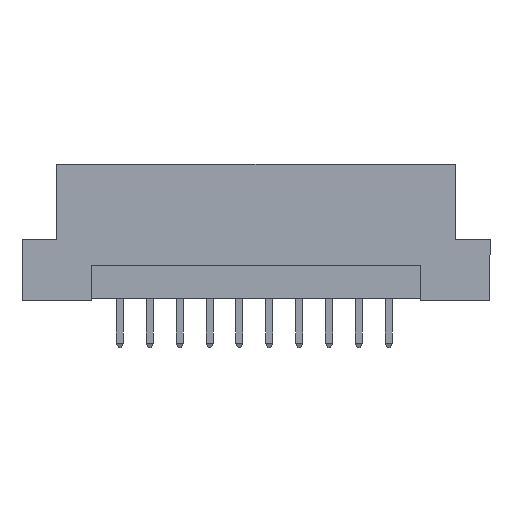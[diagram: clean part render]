
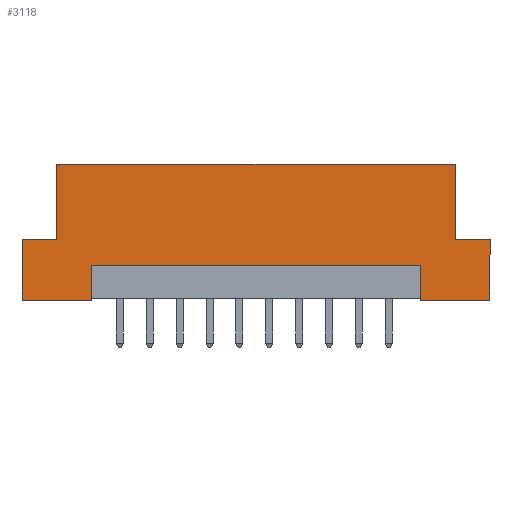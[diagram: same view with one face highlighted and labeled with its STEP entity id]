
A CAD part, front view. The second image highlights one B-rep face of the part: STEP entity #3118.
In plain terms, the highlighted planar face has unit normal (0, -1, 0).
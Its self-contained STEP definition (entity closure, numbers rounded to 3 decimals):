
#29 = VERTEX_POINT ( 'NONE', #2074 ) ;
#36 = EDGE_CURVE ( 'NONE', #1272, #510, #1577, .T. ) ;
#45 = CARTESIAN_POINT ( 'NONE',  ( -19.9, -4.3, 5.2 ) ) ;
#47 = VECTOR ( 'NONE', #378, 1000. ) ;
#72 = CARTESIAN_POINT ( 'NONE',  ( -14., -4.3, 3. ) ) ;
#156 = DIRECTION ( 'NONE',  ( -1., 0., 0. ) ) ;
#170 = CARTESIAN_POINT ( 'NONE',  ( 19.9, -4.3, 0. ) ) ;
#189 = ORIENTED_EDGE ( 'NONE', *, *, #2440, .T. ) ;
#231 = DIRECTION ( 'NONE',  ( 0., 0., 1. ) ) ;
#245 = VERTEX_POINT ( 'NONE', #3592 ) ;
#315 = CARTESIAN_POINT ( 'NONE',  ( 16.94, -4.3, 5.2 ) ) ;
#338 = EDGE_CURVE ( 'NONE', #3263, #2298, #3202, .T. ) ;
#365 = CARTESIAN_POINT ( 'NONE',  ( 16.94, -4.3, 5.2 ) ) ;
#378 = DIRECTION ( 'NONE',  ( 1., 0., 0. ) ) ;
#510 = VERTEX_POINT ( 'NONE', #1501 ) ;
#526 = DIRECTION ( 'NONE',  ( 0., 1., 0. ) ) ;
#540 = DIRECTION ( 'NONE',  ( 1., 0., 0. ) ) ;
#626 = VECTOR ( 'NONE', #1620, 1000. ) ;
#643 = VECTOR ( 'NONE', #1665, 1000. ) ;
#644 = VERTEX_POINT ( 'NONE', #975 ) ;
#659 = LINE ( 'NONE', #3433, #3404 ) ;
#896 = VERTEX_POINT ( 'NONE', #2197 ) ;
#907 = ORIENTED_EDGE ( 'NONE', *, *, #3262, .F. ) ;
#974 = VECTOR ( 'NONE', #1299, 1000. ) ;
#975 = CARTESIAN_POINT ( 'NONE',  ( 19.9, -4.3, 5.2 ) ) ;
#1209 = CARTESIAN_POINT ( 'NONE',  ( -19.9, -4.3, 11.6 ) ) ;
#1229 = LINE ( 'NONE', #4001, #1415 ) ;
#1241 = VERTEX_POINT ( 'NONE', #4625 ) ;
#1247 = EDGE_CURVE ( 'NONE', #1241, #29, #4977, .T. ) ;
#1263 = CARTESIAN_POINT ( 'NONE',  ( 19.9, -4.3, 0. ) ) ;
#1272 = VERTEX_POINT ( 'NONE', #1430 ) ;
#1299 = DIRECTION ( 'NONE',  ( 1., 0., 0. ) ) ;
#1337 = LINE ( 'NONE', #3382, #2186 ) ;
#1357 = CARTESIAN_POINT ( 'NONE',  ( 19.9, -4.3, 0. ) ) ;
#1368 = DIRECTION ( 'NONE',  ( 1., 0., 0. ) ) ;
#1415 = VECTOR ( 'NONE', #3927, 1000. ) ;
#1430 = CARTESIAN_POINT ( 'NONE',  ( -19.9, -4.3, 5.2 ) ) ;
#1437 = AXIS2_PLACEMENT_3D ( 'NONE', #1802, #526, #156 ) ;
#1447 = VECTOR ( 'NONE', #231, 1000. ) ;
#1497 = VECTOR ( 'NONE', #4780, 1000. ) ;
#1501 = CARTESIAN_POINT ( 'NONE',  ( -16.94, -4.3, 5.2 ) ) ;
#1533 = ORIENTED_EDGE ( 'NONE', *, *, #4634, .T. ) ;
#1577 = LINE ( 'NONE', #45, #974 ) ;
#1620 = DIRECTION ( 'NONE',  ( 0., 0., -1. ) ) ;
#1662 = EDGE_CURVE ( 'NONE', #644, #3143, #1337, .T. ) ;
#1665 = DIRECTION ( 'NONE',  ( 1., 0., 0. ) ) ;
#1802 = CARTESIAN_POINT ( 'NONE',  ( 19.9, -4.3, 11.6 ) ) ;
#1826 = CARTESIAN_POINT ( 'NONE',  ( 14., -4.3, 0.2 ) ) ;
#1943 = EDGE_CURVE ( 'NONE', #245, #29, #3244, .T. ) ;
#1951 = CARTESIAN_POINT ( 'NONE',  ( -14., -4.3, 0.2 ) ) ;
#2074 = CARTESIAN_POINT ( 'NONE',  ( 14., -4.3, 3. ) ) ;
#2108 = ORIENTED_EDGE ( 'NONE', *, *, #4573, .T. ) ;
#2116 = EDGE_LOOP ( 'NONE', ( #3133, #3696, #1533, #4193, #2734, #4870, #3883, #5064, #3520, #2108, #189, #907 ) ) ;
#2186 = VECTOR ( 'NONE', #2642, 1000. ) ;
#2197 = CARTESIAN_POINT ( 'NONE',  ( -19.9, -4.3, 0. ) ) ;
#2298 = VERTEX_POINT ( 'NONE', #3653 ) ;
#2440 = EDGE_CURVE ( 'NONE', #896, #5022, #4915, .T. ) ;
#2458 = VECTOR ( 'NONE', #540, 1000. ) ;
#2518 = LINE ( 'NONE', #4018, #2458 ) ;
#2607 = PLANE ( 'NONE',  #1437 ) ;
#2642 = DIRECTION ( 'NONE',  ( 0., 0., -1. ) ) ;
#2680 = DIRECTION ( 'NONE',  ( 0., 0., -1. ) ) ;
#2734 = ORIENTED_EDGE ( 'NONE', *, *, #4887, .F. ) ;
#2797 = VERTEX_POINT ( 'NONE', #4629 ) ;
#3118 = ADVANCED_FACE ( 'NONE', ( #3398 ), #2607, .F. ) ;
#3133 = ORIENTED_EDGE ( 'NONE', *, *, #1943, .T. ) ;
#3143 = VERTEX_POINT ( 'NONE', #1357 ) ;
#3202 = LINE ( 'NONE', #315, #1497 ) ;
#3244 = LINE ( 'NONE', #72, #643 ) ;
#3262 = EDGE_CURVE ( 'NONE', #245, #5022, #4719, .T. ) ;
#3263 = VERTEX_POINT ( 'NONE', #365 ) ;
#3382 = CARTESIAN_POINT ( 'NONE',  ( 19.9, -4.3, 11.6 ) ) ;
#3398 = FACE_OUTER_BOUND ( 'NONE', #2116, .T. ) ;
#3404 = VECTOR ( 'NONE', #3512, 1000. ) ;
#3433 = CARTESIAN_POINT ( 'NONE',  ( 19.9, -4.3, 11.6 ) ) ;
#3512 = DIRECTION ( 'NONE',  ( 1., 0., 0. ) ) ;
#3520 = ORIENTED_EDGE ( 'NONE', *, *, #36, .F. ) ;
#3592 = CARTESIAN_POINT ( 'NONE',  ( -14., -4.3, 3. ) ) ;
#3653 = CARTESIAN_POINT ( 'NONE',  ( 16.94, -4.3, 11.6 ) ) ;
#3696 = ORIENTED_EDGE ( 'NONE', *, *, #1247, .F. ) ;
#3855 = EDGE_CURVE ( 'NONE', #2797, #2298, #659, .T. ) ;
#3883 = ORIENTED_EDGE ( 'NONE', *, *, #3855, .F. ) ;
#3927 = DIRECTION ( 'NONE',  ( 0., 0., 1. ) ) ;
#3962 = LINE ( 'NONE', #1263, #47 ) ;
#4001 = CARTESIAN_POINT ( 'NONE',  ( -16.94, -4.3, 5.2 ) ) ;
#4018 = CARTESIAN_POINT ( 'NONE',  ( 19.9, -4.3, 5.2 ) ) ;
#4022 = EDGE_CURVE ( 'NONE', #510, #2797, #1229, .T. ) ;
#4129 = VECTOR ( 'NONE', #1368, 1000. ) ;
#4193 = ORIENTED_EDGE ( 'NONE', *, *, #1662, .F. ) ;
#4573 = EDGE_CURVE ( 'NONE', #1272, #896, #4733, .T. ) ;
#4610 = CARTESIAN_POINT ( 'NONE',  ( -14., -4.3, 0. ) ) ;
#4625 = CARTESIAN_POINT ( 'NONE',  ( 14., -4.3, 0. ) ) ;
#4629 = CARTESIAN_POINT ( 'NONE',  ( -16.94, -4.3, 11.6 ) ) ;
#4634 = EDGE_CURVE ( 'NONE', #1241, #3143, #3962, .T. ) ;
#4670 = VECTOR ( 'NONE', #2680, 1000. ) ;
#4719 = LINE ( 'NONE', #1951, #4670 ) ;
#4733 = LINE ( 'NONE', #1209, #626 ) ;
#4780 = DIRECTION ( 'NONE',  ( 0., 0., 1. ) ) ;
#4870 = ORIENTED_EDGE ( 'NONE', *, *, #338, .T. ) ;
#4887 = EDGE_CURVE ( 'NONE', #3263, #644, #2518, .T. ) ;
#4915 = LINE ( 'NONE', #170, #4129 ) ;
#4977 = LINE ( 'NONE', #1826, #1447 ) ;
#5022 = VERTEX_POINT ( 'NONE', #4610 ) ;
#5064 = ORIENTED_EDGE ( 'NONE', *, *, #4022, .F. ) ;
